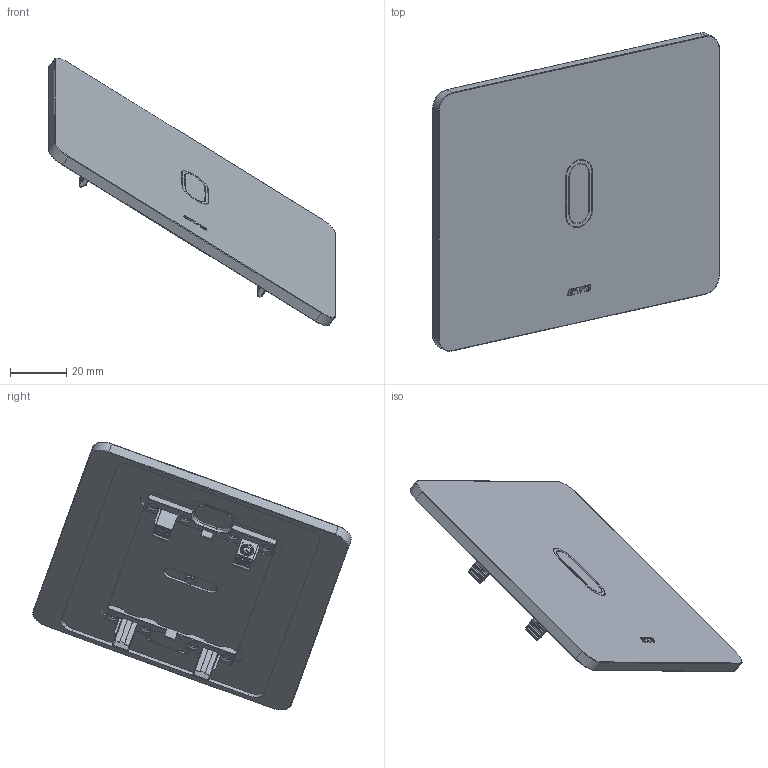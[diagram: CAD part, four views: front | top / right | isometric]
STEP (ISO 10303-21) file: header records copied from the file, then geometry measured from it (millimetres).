
FILE_DESCRIPTION(('CATIA V5 STEP Exchange'),'2;1');
FILE_NAME('44PSMCTC01@.stp','2024-10-03T08:01:38+00:00',('none'),('none'),'CATIA Version 5-6 Release 2016 SP6','CATIA V5 STEP AP203','none');
FILE_SCHEMA(('CONFIG_CONTROL_DESIGN'));
Length unit declared in the file: millimetre
Products named in the file (1): 44PSMCTC01@
Assembly tree (6 placements, depth 2):
  44PSMCTC01@
    #57  x2
    #11705
    #13098
    #21907
    #22082
Bounding box: 102.29 x 113.66 x 95.6 mm (x, y, z)
Volume: 41155.6 mm3; surface area: 30591.8 mm2
Topology: 5 solids, 5 shells, 888 faces, 2296 edges, 1417 vertices
Faces by surface type: plane 363, cylinder 322, bspline 76, torus 38, extrusion 37, sphere 36, cone 16
Entity records: 22104 total; most frequent: CARTESIAN_POINT 8543, ORIENTED_EDGE 3082, DIRECTION 2139, EDGE_CURVE 1541, VERTEX_POINT 975, VECTOR 847, AXIS2_PLACEMENT_3D 843, LINE 810
